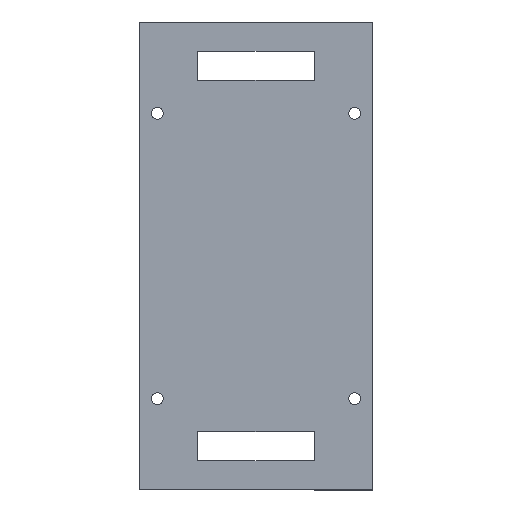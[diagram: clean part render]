
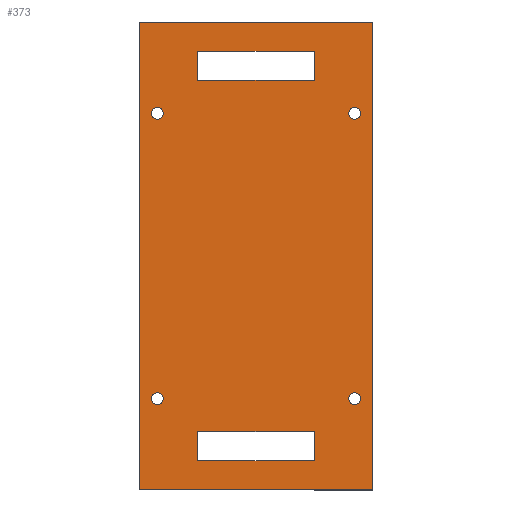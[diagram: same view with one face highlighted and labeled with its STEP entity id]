
A CAD part, top view. The second image highlights one B-rep face of the part: STEP entity #373.
In plain terms, the highlighted planar face has unit normal (0, 0, 1).
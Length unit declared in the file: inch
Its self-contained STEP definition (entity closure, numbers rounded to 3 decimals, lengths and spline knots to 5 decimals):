
#15=FACE_BOUND('',#76,.T.);
#16=FACE_BOUND('',#77,.T.);
#17=FACE_BOUND('',#78,.T.);
#18=FACE_BOUND('',#79,.T.);
#19=FACE_BOUND('',#80,.T.);
#20=FACE_BOUND('',#81,.T.);
#39=PLANE('',#413);
#57=FACE_OUTER_BOUND('',#75,.T.);
#75=EDGE_LOOP('',(#321,#322,#323,#324));
#76=EDGE_LOOP('',(#325));
#77=EDGE_LOOP('',(#326));
#78=EDGE_LOOP('',(#327));
#79=EDGE_LOOP('',(#328));
#80=EDGE_LOOP('',(#329,#330,#331,#332));
#81=EDGE_LOOP('',(#333,#334,#335,#336));
#95=LINE('',#541,#135);
#98=LINE('',#547,#138);
#101=LINE('',#553,#141);
#104=LINE('',#557,#144);
#107=LINE('',#565,#147);
#110=LINE('',#571,#150);
#113=LINE('',#577,#153);
#116=LINE('',#581,#156);
#119=LINE('',#589,#159);
#122=LINE('',#595,#162);
#125=LINE('',#601,#165);
#128=LINE('',#605,#168);
#135=VECTOR('',#449,0.3937);
#138=VECTOR('',#454,0.3937);
#141=VECTOR('',#459,0.3937);
#144=VECTOR('',#464,0.3937);
#147=VECTOR('',#469,0.3937);
#150=VECTOR('',#474,0.3937);
#153=VECTOR('',#479,0.3937);
#156=VECTOR('',#484,0.3937);
#159=VECTOR('',#489,0.3937);
#162=VECTOR('',#494,0.3937);
#165=VECTOR('',#499,0.3937);
#168=VECTOR('',#504,0.3937);
#169=CIRCLE('',#390,0.1);
#171=CIRCLE('',#393,0.1);
#173=CIRCLE('',#396,0.1);
#175=CIRCLE('',#399,0.1);
#177=VERTEX_POINT('',#511);
#179=VERTEX_POINT('',#517);
#181=VERTEX_POINT('',#523);
#183=VERTEX_POINT('',#529);
#187=VERTEX_POINT('',#538);
#188=VERTEX_POINT('',#540);
#190=VERTEX_POINT('',#546);
#192=VERTEX_POINT('',#552);
#195=VERTEX_POINT('',#562);
#196=VERTEX_POINT('',#564);
#198=VERTEX_POINT('',#570);
#200=VERTEX_POINT('',#576);
#203=VERTEX_POINT('',#586);
#204=VERTEX_POINT('',#588);
#206=VERTEX_POINT('',#594);
#208=VERTEX_POINT('',#600);
#209=EDGE_CURVE('',#177,#177,#169,.T.);
#212=EDGE_CURVE('',#179,#179,#171,.T.);
#215=EDGE_CURVE('',#181,#181,#173,.T.);
#218=EDGE_CURVE('',#183,#183,#175,.T.);
#223=EDGE_CURVE('',#188,#187,#95,.T.);
#226=EDGE_CURVE('',#190,#188,#98,.T.);
#229=EDGE_CURVE('',#192,#190,#101,.T.);
#232=EDGE_CURVE('',#187,#192,#104,.T.);
#235=EDGE_CURVE('',#196,#195,#107,.T.);
#238=EDGE_CURVE('',#198,#196,#110,.T.);
#241=EDGE_CURVE('',#200,#198,#113,.T.);
#244=EDGE_CURVE('',#195,#200,#116,.T.);
#247=EDGE_CURVE('',#204,#203,#119,.T.);
#250=EDGE_CURVE('',#206,#204,#122,.T.);
#253=EDGE_CURVE('',#208,#206,#125,.T.);
#256=EDGE_CURVE('',#203,#208,#128,.T.);
#321=ORIENTED_EDGE('',*,*,#256,.T.);
#322=ORIENTED_EDGE('',*,*,#253,.T.);
#323=ORIENTED_EDGE('',*,*,#250,.T.);
#324=ORIENTED_EDGE('',*,*,#247,.T.);
#325=ORIENTED_EDGE('',*,*,#209,.T.);
#326=ORIENTED_EDGE('',*,*,#212,.T.);
#327=ORIENTED_EDGE('',*,*,#215,.T.);
#328=ORIENTED_EDGE('',*,*,#218,.T.);
#329=ORIENTED_EDGE('',*,*,#223,.T.);
#330=ORIENTED_EDGE('',*,*,#232,.T.);
#331=ORIENTED_EDGE('',*,*,#229,.T.);
#332=ORIENTED_EDGE('',*,*,#226,.T.);
#333=ORIENTED_EDGE('',*,*,#235,.T.);
#334=ORIENTED_EDGE('',*,*,#244,.T.);
#335=ORIENTED_EDGE('',*,*,#241,.T.);
#336=ORIENTED_EDGE('',*,*,#238,.T.);
#373=ADVANCED_FACE('',(#57,#15,#16,#17,#18,#19,#20),#39,.T.);
#390=AXIS2_PLACEMENT_3D('',#512,#419,#420);
#393=AXIS2_PLACEMENT_3D('',#518,#426,#427);
#396=AXIS2_PLACEMENT_3D('',#524,#433,#434);
#399=AXIS2_PLACEMENT_3D('',#530,#440,#441);
#413=AXIS2_PLACEMENT_3D('',#606,#505,#506);
#419=DIRECTION('center_axis',(0.,0.,-1.));
#420=DIRECTION('ref_axis',(-1.,0.,0.));
#426=DIRECTION('center_axis',(0.,0.,-1.));
#427=DIRECTION('ref_axis',(-1.,0.,0.));
#433=DIRECTION('center_axis',(0.,0.,-1.));
#434=DIRECTION('ref_axis',(-1.,0.,0.));
#440=DIRECTION('center_axis',(0.,0.,-1.));
#441=DIRECTION('ref_axis',(-1.,0.,0.));
#449=DIRECTION('',(0.,1.,0.));
#454=DIRECTION('',(-1.,0.,0.));
#459=DIRECTION('',(0.,-1.,0.));
#464=DIRECTION('',(1.,0.,0.));
#469=DIRECTION('',(1.,0.,0.));
#474=DIRECTION('',(0.,1.,0.));
#479=DIRECTION('',(-1.,0.,0.));
#484=DIRECTION('',(0.,-1.,0.));
#489=DIRECTION('',(0.,1.,0.));
#494=DIRECTION('',(1.,0.,0.));
#499=DIRECTION('',(0.,-1.,0.));
#504=DIRECTION('',(-1.,0.,0.));
#505=DIRECTION('center_axis',(0.,0.,1.));
#506=DIRECTION('ref_axis',(1.,0.,0.));
#511=CARTESIAN_POINT('',(3.7875,1.5625,0.25));
#512=CARTESIAN_POINT('Origin',(3.6875,1.5625,0.25));
#517=CARTESIAN_POINT('',(3.7875,6.4375,0.25));
#518=CARTESIAN_POINT('Origin',(3.6875,6.4375,0.25));
#523=CARTESIAN_POINT('',(0.4125,1.5625,0.25));
#524=CARTESIAN_POINT('Origin',(0.3125,1.5625,0.25));
#529=CARTESIAN_POINT('',(0.4125,6.4375,0.25));
#530=CARTESIAN_POINT('Origin',(0.3125,6.4375,0.25));
#538=CARTESIAN_POINT('',(1.,7.5,0.25));
#540=CARTESIAN_POINT('',(1.,7.,0.25));
#541=CARTESIAN_POINT('',(1.,5.5,0.25));
#546=CARTESIAN_POINT('',(3.,7.,0.25));
#547=CARTESIAN_POINT('',(2.5,7.,0.25));
#552=CARTESIAN_POINT('',(3.,7.5,0.25));
#553=CARTESIAN_POINT('',(3.,5.75,0.25));
#557=CARTESIAN_POINT('',(1.5,7.5,0.25));
#562=CARTESIAN_POINT('',(3.,1.,0.25));
#564=CARTESIAN_POINT('',(1.,1.,0.25));
#565=CARTESIAN_POINT('',(1.5,1.,0.25));
#570=CARTESIAN_POINT('',(1.,0.5,0.25));
#571=CARTESIAN_POINT('',(1.,2.25,0.25));
#576=CARTESIAN_POINT('',(3.,0.5,0.25));
#577=CARTESIAN_POINT('',(2.5,0.5,0.25));
#581=CARTESIAN_POINT('',(3.,2.5,0.25));
#586=CARTESIAN_POINT('',(4.,8.,0.25));
#588=CARTESIAN_POINT('',(4.,0.,0.25));
#589=CARTESIAN_POINT('',(4.,8.,0.25));
#594=CARTESIAN_POINT('',(0.,0.,0.25));
#595=CARTESIAN_POINT('',(0.,0.,0.25));
#600=CARTESIAN_POINT('',(0.,8.,0.25));
#601=CARTESIAN_POINT('',(0.,0.,0.25));
#605=CARTESIAN_POINT('',(4.,8.,0.25));
#606=CARTESIAN_POINT('Origin',(2.,4.,0.25));
